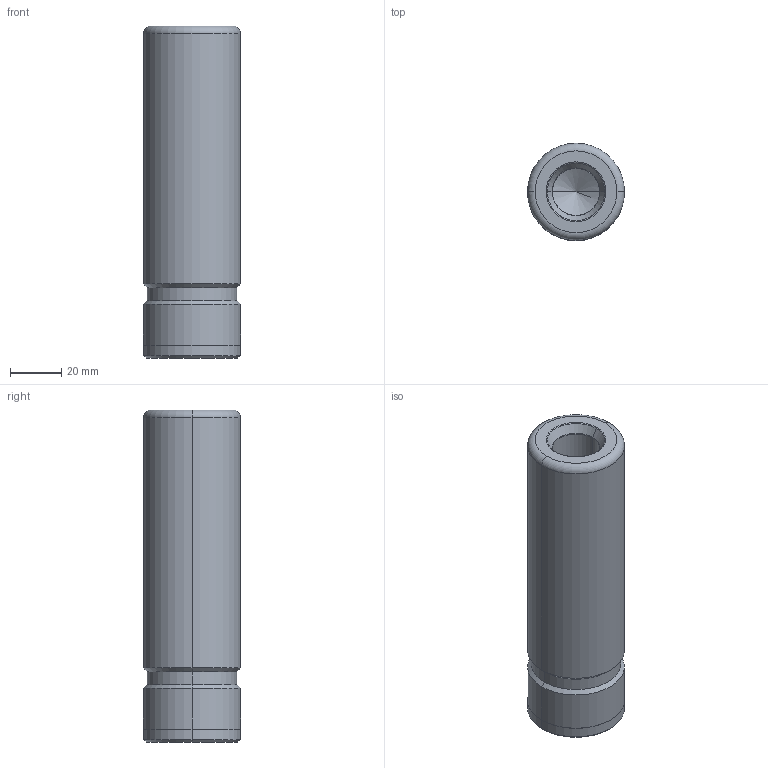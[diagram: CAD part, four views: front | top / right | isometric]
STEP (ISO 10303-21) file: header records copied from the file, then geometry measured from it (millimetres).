
FILE_DESCRIPTION (( 'STEP AP214' ), '1' );
FILE_NAME ('MGM-D38-L130.step', '2024-12-24T08:07:33', ( '' ), ( '' ), 'SwSTEP 2.0', 'SolidWorks 2016', '' );
FILE_SCHEMA (( 'AUTOMOTIVE_DESIGN' ));
Length unit declared in the file: millimetre
Products named in the file (1): MGM-D38-L130
Bounding box: 38 x 38 x 130 mm (x, y, z)
Volume: 130450.2 mm3; surface area: 20804.6 mm2
Topology: 1 solids, 1 shells, 29 faces, 58 edges, 31 vertices
Faces by surface type: cone 10, cylinder 10, torus 6, plane 3
Entity records: 790 total; most frequent: DIRECTION 152, CARTESIAN_POINT 117, ORIENTED_EDGE 112, AXIS2_PLACEMENT_3D 66, EDGE_CURVE 56, CIRCLE 36, VERTEX_POINT 31, EDGE_LOOP 31
